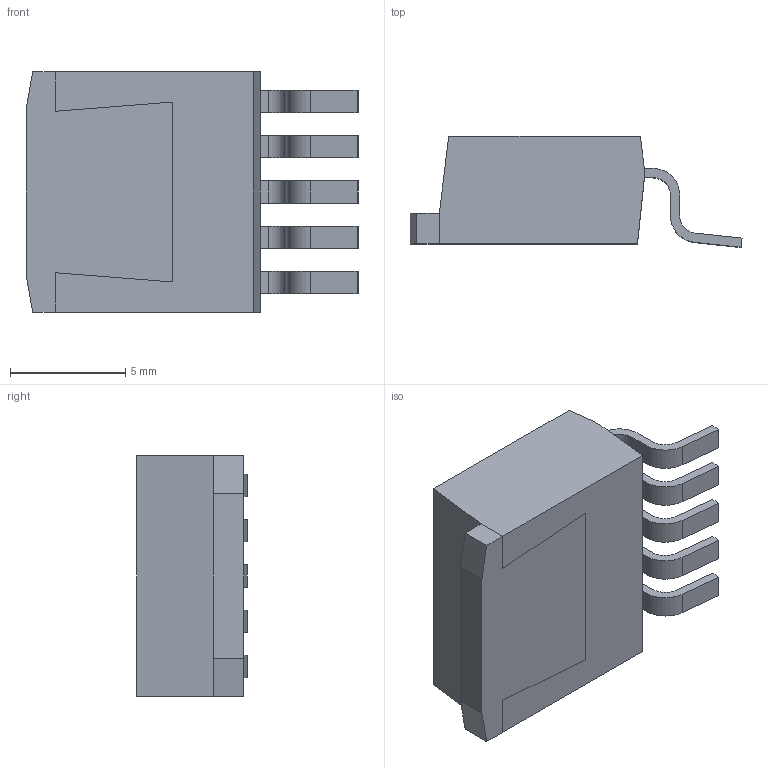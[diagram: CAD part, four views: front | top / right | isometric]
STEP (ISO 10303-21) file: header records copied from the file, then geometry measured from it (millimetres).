
FILE_DESCRIPTION (( 'STEP AP214' ), '1' );
FILE_NAME ('LM2596S-ADJ_NOPB.STEP', '2021-06-04T13:40:12', ( '' ), ( '' ), 'SwSTEP 2.0', 'SolidWorks 2018', '' );
FILE_SCHEMA (( 'AUTOMOTIVE_DESIGN' ));
Length unit declared in the file: millimetre
Products named in the file (2): LM2596S-ADJ_NOPB
Bounding box: 14.39 x 4.8 x 10.41 mm (x, y, z)
Volume: 455.4 mm3; surface area: 675.2 mm2
Topology: 11 solids, 11 shells, 155 faces, 394 edges, 262 vertices
Faces by surface type: plane 117, cylinder 38
Entity records: 6492 total; most frequent: CARTESIAN_POINT 813, ORIENTED_EDGE 788, DIRECTION 784, EDGE_CURVE 394, VECTOR 318, LINE 318, VERTEX_POINT 262, AXIS2_PLACEMENT_3D 233
